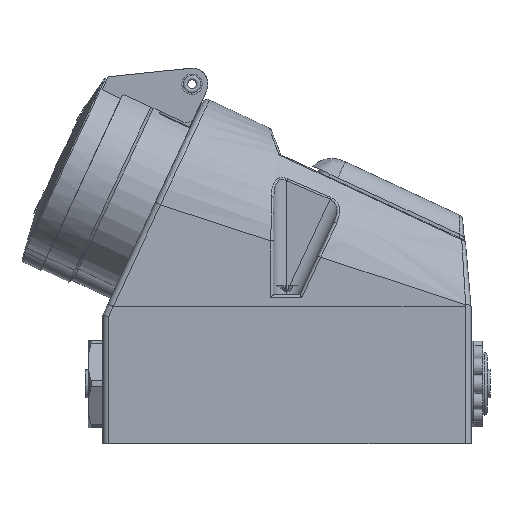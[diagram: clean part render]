
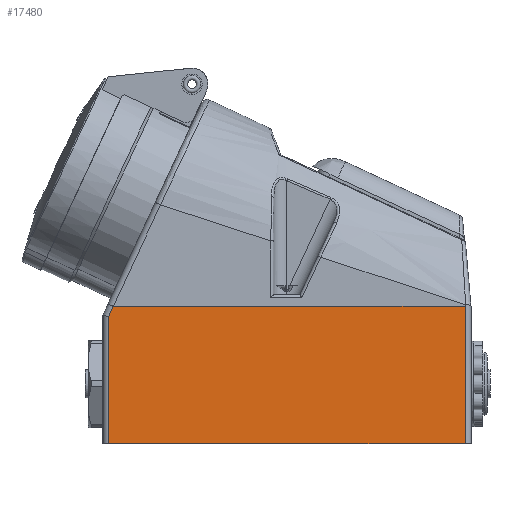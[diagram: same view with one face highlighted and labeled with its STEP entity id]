
A CAD part, left-side view. The second image highlights one B-rep face of the part: STEP entity #17480.
In plain terms, the highlighted planar face has unit normal (-1, 0, 0).
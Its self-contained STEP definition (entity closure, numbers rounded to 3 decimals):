
#3149=FACE_OUTER_BOUND('',#4182,.T.);
#4182=EDGE_LOOP('',(#16023,#16024,#16025,#16026,#16027));
#4636=LINE('',#22348,#5893);
#4923=LINE('',#24326,#6180);
#4936=LINE('',#24894,#6193);
#5321=LINE('',#27409,#6578);
#5339=LINE('',#27467,#6596);
#5893=VECTOR('',#18718,10.);
#6180=VECTOR('',#19679,10.);
#6193=VECTOR('',#19742,10.);
#6578=VECTOR('',#21107,10.);
#6596=VECTOR('',#21165,10.);
#7153=VERTEX_POINT('',#22345);
#7154=VERTEX_POINT('',#22347);
#7529=VERTEX_POINT('',#24323);
#7530=VERTEX_POINT('',#24325);
#7999=VERTEX_POINT('',#27407);
#8764=EDGE_CURVE('',#7153,#7154,#4636,.T.);
#9305=EDGE_CURVE('',#7530,#7529,#4923,.T.);
#9345=EDGE_CURVE('',#7154,#7529,#4936,.T.);
#10039=EDGE_CURVE('',#7999,#7153,#5321,.T.);
#10070=EDGE_CURVE('',#7530,#7999,#5339,.T.);
#16023=ORIENTED_EDGE('',*,*,#8764,.F.);
#16024=ORIENTED_EDGE('',*,*,#10039,.F.);
#16025=ORIENTED_EDGE('',*,*,#10070,.F.);
#16026=ORIENTED_EDGE('',*,*,#9305,.T.);
#16027=ORIENTED_EDGE('',*,*,#9345,.F.);
#16553=PLANE('',#18683);
#17480=ADVANCED_FACE('',(#3149),#16553,.T.);
#18683=AXIS2_PLACEMENT_3D('',#36696,#22282,#22283);
#18718=DIRECTION('',(0.,0.,1.));
#19679=DIRECTION('',(0.,1.,0.));
#19742=DIRECTION('',(0.,-0.423,0.906));
#21107=DIRECTION('',(0.,1.,0.));
#21165=DIRECTION('',(0.,0.,-1.));
#22282=DIRECTION('center_axis',(-1.,0.,0.));
#22283=DIRECTION('ref_axis',(0.,0.,1.));
#22345=CARTESIAN_POINT('',(-41.5,61.,-41.));
#22347=CARTESIAN_POINT('',(-41.5,61.,2.558));
#22348=CARTESIAN_POINT('',(-41.5,61.,0.));
#24323=CARTESIAN_POINT('',(-41.5,59.394,6.001));
#24325=CARTESIAN_POINT('',(-41.5,-61.,6.001));
#24326=CARTESIAN_POINT('',(-41.5,30.041,6.001));
#24894=CARTESIAN_POINT('',(-41.5,33.215,62.142));
#27407=CARTESIAN_POINT('',(-41.5,-61.,-41.));
#27409=CARTESIAN_POINT('',(-41.5,-30.25,-41.));
#27467=CARTESIAN_POINT('',(-41.5,-61.,0.));
#36696=CARTESIAN_POINT('Origin',(-41.5,60.5,0.));
